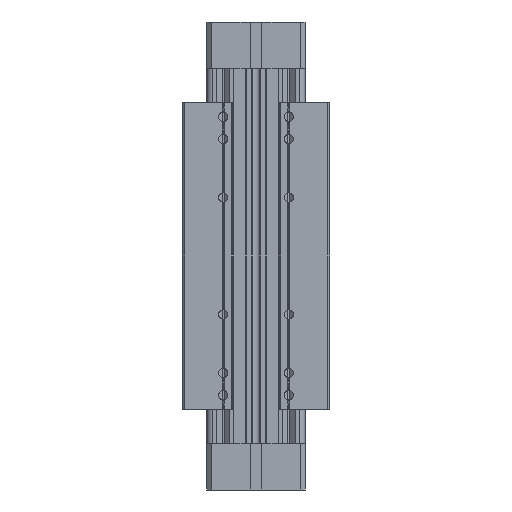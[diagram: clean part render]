
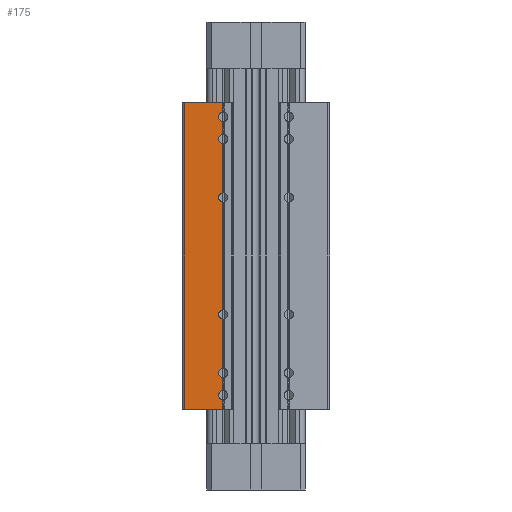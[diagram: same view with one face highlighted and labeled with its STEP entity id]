
A CAD part, front view. The second image highlights one B-rep face of the part: STEP entity #175.
In plain terms, the highlighted face is planar.
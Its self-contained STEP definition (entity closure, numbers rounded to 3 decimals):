
#175 = ADVANCED_FACE ( 'NONE', ( #24020 ), #24774, .F. ) ;
#2432 = CARTESIAN_POINT ( 'NONE',  ( 228.564, -124.603, 66.5 ) ) ;
#2433 = CARTESIAN_POINT ( 'NONE',  ( 232.436, -124.603, 66.5 ) ) ;
#2434 = CARTESIAN_POINT ( 'NONE',  ( 222.936, -124.603, 66.5 ) ) ;
#2435 = CARTESIAN_POINT ( 'NONE',  ( 219.064, -124.603, 66.5 ) ) ;
#2436 = CARTESIAN_POINT ( 'NONE',  ( 197.936, -124.603, 66.5 ) ) ;
#2437 = CARTESIAN_POINT ( 'NONE',  ( 194.064, -124.603, 66.5 ) ) ;
#2438 = CARTESIAN_POINT ( 'NONE',  ( 147.936, -124.603, 66.5 ) ) ;
#2439 = CARTESIAN_POINT ( 'NONE',  ( 144.064, -124.603, 66.5 ) ) ;
#2440 = CARTESIAN_POINT ( 'NONE',  ( 122.936, -124.603, 66.5 ) ) ;
#2441 = CARTESIAN_POINT ( 'NONE',  ( 119.064, -124.603, 66.5 ) ) ;
#2442 = CARTESIAN_POINT ( 'NONE',  ( 113.448, -124.603, 66.5 ) ) ;
#2443 = CARTESIAN_POINT ( 'NONE',  ( 109.575, -124.603, 66.5 ) ) ;
#2444 = CARTESIAN_POINT ( 'NONE',  ( 105.5, -124.603, 66.5 ) ) ;
#2445 = CARTESIAN_POINT ( 'NONE',  ( 105.5, -108.603, 66.5 ) ) ;
#2446 = CARTESIAN_POINT ( 'NONE',  ( 236.5, -108.603, 66.5 ) ) ;
#2447 = CARTESIAN_POINT ( 'NONE',  ( 236.5, -124.603, 66.5 ) ) ;
#7419 = LINE ( 'NONE', #9077, #7428 ) ;
#7428 = VECTOR ( 'NONE', #9080, 1000. ) ;
#9077 = CARTESIAN_POINT ( 'NONE',  ( 236.5, -124.603, 66.5 ) ) ;
#9080 = DIRECTION ( 'NONE',  ( -1., 0., 0. ) ) ;
#9085 = CARTESIAN_POINT ( 'NONE',  ( 221., -125.103, 66.5 ) ) ;
#9087 = CARTESIAN_POINT ( 'NONE',  ( 196., -125.103, 66.5 ) ) ;
#9088 = CARTESIAN_POINT ( 'NONE',  ( 230.5, -125.103, 66.5 ) ) ;
#9089 = DIRECTION ( 'NONE',  ( 0., 0., -1. ) ) ;
#9090 = DIRECTION ( 'NONE',  ( 1., 0., 0. ) ) ;
#9092 = DIRECTION ( 'NONE',  ( 0., 0., -1. ) ) ;
#9093 = DIRECTION ( 'NONE',  ( 1., 0., 0. ) ) ;
#9094 = CARTESIAN_POINT ( 'NONE',  ( 236.5, -124.603, 66.5 ) ) ;
#9095 = DIRECTION ( 'NONE',  ( -1., 0., 0. ) ) ;
#9097 = DIRECTION ( 'NONE',  ( 0., 0., -1. ) ) ;
#9098 = DIRECTION ( 'NONE',  ( 1., 0., 0. ) ) ;
#9723 = LINE ( 'NONE', #9094, #9724 ) ;
#9724 = VECTOR ( 'NONE', #9095, 1000. ) ;
#9725 = CIRCLE ( 'NONE', #19520, 2. ) ;
#9726 = CIRCLE ( 'NONE', #19517, 2. ) ;
#9729 = CIRCLE ( 'NONE', #19522, 2. ) ;
#10517 = LINE ( 'NONE', #17663, #10523 ) ;
#10520 = VECTOR ( 'NONE', #17652, 1000. ) ;
#10521 = LINE ( 'NONE', #17674, #10525 ) ;
#10522 = LINE ( 'NONE', #17650, #10520 ) ;
#10523 = VECTOR ( 'NONE', #17665, 1000. ) ;
#10524 = LINE ( 'NONE', #17684, #10528 ) ;
#10525 = VECTOR ( 'NONE', #17676, 1000. ) ;
#10526 = CIRCLE ( 'NONE', #19713, 2. ) ;
#10528 = VECTOR ( 'NONE', #17686, 1000. ) ;
#10529 = CIRCLE ( 'NONE', #19715, 2. ) ;
#10531 = LINE ( 'NONE', #17667, #10537 ) ;
#10532 = CIRCLE ( 'NONE', #19714, 2. ) ;
#10533 = LINE ( 'NONE', #17688, #10534 ) ;
#10534 = VECTOR ( 'NONE', #17690, 1000. ) ;
#10535 = LINE ( 'NONE', #17693, #10536 ) ;
#10536 = VECTOR ( 'NONE', #17695, 1000. ) ;
#10537 = VECTOR ( 'NONE', #17699, 1000. ) ;
#10539 = LINE ( 'NONE', #17702, #10540 ) ;
#10540 = VECTOR ( 'NONE', #17704, 1000. ) ;
#12012 = ORIENTED_EDGE ( 'NONE', *, *, #13322, .F. ) ;
#12013 = ORIENTED_EDGE ( 'NONE', *, *, #13321, .T. ) ;
#12014 = ORIENTED_EDGE ( 'NONE', *, *, #13320, .F. ) ;
#12015 = ORIENTED_EDGE ( 'NONE', *, *, #21916, .T. ) ;
#12016 = ORIENTED_EDGE ( 'NONE', *, *, #13319, .F. ) ;
#12017 = ORIENTED_EDGE ( 'NONE', *, *, #13315, .T. ) ;
#12018 = ORIENTED_EDGE ( 'NONE', *, *, #21917, .F. ) ;
#12019 = ORIENTED_EDGE ( 'NONE', *, *, #21918, .T. ) ;
#12020 = ORIENTED_EDGE ( 'NONE', *, *, #21919, .F. ) ;
#12021 = ORIENTED_EDGE ( 'NONE', *, *, #21920, .T. ) ;
#12022 = ORIENTED_EDGE ( 'NONE', *, *, #21921, .F. ) ;
#12023 = ORIENTED_EDGE ( 'NONE', *, *, #21922, .T. ) ;
#12024 = ORIENTED_EDGE ( 'NONE', *, *, #21923, .T. ) ;
#12025 = ORIENTED_EDGE ( 'NONE', *, *, #21924, .F. ) ;
#12026 = ORIENTED_EDGE ( 'NONE', *, *, #21925, .F. ) ;
#12027 = ORIENTED_EDGE ( 'NONE', *, *, #21926, .T. ) ;
#13315 = EDGE_CURVE ( 'NONE', #28148, #28149, #7419, .T. ) ;
#13319 = EDGE_CURVE ( 'NONE', #28148, #28147, #9725, .T. ) ;
#13320 = EDGE_CURVE ( 'NONE', #28146, #28145, #9726, .T. ) ;
#13321 = EDGE_CURVE ( 'NONE', #28143, #28145, #9723, .T. ) ;
#13322 = EDGE_CURVE ( 'NONE', #28143, #28144, #9729, .T. ) ;
#14185 = EDGE_LOOP ( 'NONE', ( #12012, #12013, #12014, #12015, #12016, #12017, #12018, #12019, #12020, #12021, #12022, #12023, #12024, #12025, #12026, #12027 ) ) ;
#17649 = CARTESIAN_POINT ( 'NONE',  ( 121., -125.103, 66.5 ) ) ;
#17650 = CARTESIAN_POINT ( 'NONE',  ( 236.5, -124.603, 66.5 ) ) ;
#17652 = DIRECTION ( 'NONE',  ( -1., 0., 0. ) ) ;
#17654 = CARTESIAN_POINT ( 'NONE',  ( 146., -125.103, 66.5 ) ) ;
#17656 = CARTESIAN_POINT ( 'NONE',  ( 111.511, -125.103, 66.5 ) ) ;
#17659 = DIRECTION ( 'NONE',  ( 0., 0., -1. ) ) ;
#17660 = DIRECTION ( 'NONE',  ( 1., 0., 0. ) ) ;
#17663 = CARTESIAN_POINT ( 'NONE',  ( 236.5, -124.603, 66.5 ) ) ;
#17665 = DIRECTION ( 'NONE',  ( -1., 0., 0. ) ) ;
#17667 = CARTESIAN_POINT ( 'NONE',  ( 236.5, -108.603, 66.5 ) ) ;
#17669 = DIRECTION ( 'NONE',  ( 0., 0., -1. ) ) ;
#17671 = DIRECTION ( 'NONE',  ( 1., 0., 0. ) ) ;
#17674 = CARTESIAN_POINT ( 'NONE',  ( 236.5, -124.603, 66.5 ) ) ;
#17676 = DIRECTION ( 'NONE',  ( -1., 0., 0. ) ) ;
#17679 = DIRECTION ( 'NONE',  ( 0., 0., -1. ) ) ;
#17681 = DIRECTION ( 'NONE',  ( 1., 0., 0. ) ) ;
#17684 = CARTESIAN_POINT ( 'NONE',  ( 236.5, -124.603, 66.5 ) ) ;
#17686 = DIRECTION ( 'NONE',  ( -1., 0., 0. ) ) ;
#17688 = CARTESIAN_POINT ( 'NONE',  ( 105.5, -108.603, 66.5 ) ) ;
#17690 = DIRECTION ( 'NONE',  ( 0., 1., 0. ) ) ;
#17693 = CARTESIAN_POINT ( 'NONE',  ( 236.5, -108.603, 66.5 ) ) ;
#17695 = DIRECTION ( 'NONE',  ( -1., 0., 0. ) ) ;
#17699 = DIRECTION ( 'NONE',  ( 0., 1., 0. ) ) ;
#17702 = CARTESIAN_POINT ( 'NONE',  ( 236.5, -124.603, 66.5 ) ) ;
#17704 = DIRECTION ( 'NONE',  ( -1., 0., 0. ) ) ;
#19517 = AXIS2_PLACEMENT_3D ( 'NONE', #9085, #9092, #9093 ) ;
#19520 = AXIS2_PLACEMENT_3D ( 'NONE', #9087, #9089, #9090 ) ;
#19522 = AXIS2_PLACEMENT_3D ( 'NONE', #9088, #9097, #9098 ) ;
#19713 = AXIS2_PLACEMENT_3D ( 'NONE', #17654, #17659, #17660 ) ;
#19714 = AXIS2_PLACEMENT_3D ( 'NONE', #17656, #17679, #17681 ) ;
#19715 = AXIS2_PLACEMENT_3D ( 'NONE', #17649, #17669, #17671 ) ;
#21916 = EDGE_CURVE ( 'NONE', #28146, #28147, #10522, .T. ) ;
#21917 = EDGE_CURVE ( 'NONE', #28150, #28149, #10526, .T. ) ;
#21918 = EDGE_CURVE ( 'NONE', #28150, #28151, #10517, .T. ) ;
#21919 = EDGE_CURVE ( 'NONE', #28152, #28151, #10529, .T. ) ;
#21920 = EDGE_CURVE ( 'NONE', #28152, #28153, #10521, .T. ) ;
#21921 = EDGE_CURVE ( 'NONE', #28154, #28153, #10532, .T. ) ;
#21922 = EDGE_CURVE ( 'NONE', #28154, #28155, #10524, .T. ) ;
#21923 = EDGE_CURVE ( 'NONE', #28155, #28156, #10533, .T. ) ;
#21924 = EDGE_CURVE ( 'NONE', #28157, #28156, #10535, .T. ) ;
#21925 = EDGE_CURVE ( 'NONE', #28158, #28157, #10531, .T. ) ;
#21926 = EDGE_CURVE ( 'NONE', #28158, #28144, #10539, .T. ) ;
#22748 = AXIS2_PLACEMENT_3D ( 'NONE', #24773, #24775, #24776 ) ;
#24020 = FACE_OUTER_BOUND ( 'NONE', #14185, .T. ) ;
#24773 = CARTESIAN_POINT ( 'NONE',  ( 236.5, -108.603, 66.5 ) ) ;
#24774 = PLANE ( 'NONE',  #22748 ) ;
#24775 = DIRECTION ( 'NONE',  ( 0., 0., 1. ) ) ;
#24776 = DIRECTION ( 'NONE',  ( 1., 0., 0. ) ) ;
#28143 = VERTEX_POINT ( 'NONE', #2432 ) ;
#28144 = VERTEX_POINT ( 'NONE', #2433 ) ;
#28145 = VERTEX_POINT ( 'NONE', #2434 ) ;
#28146 = VERTEX_POINT ( 'NONE', #2435 ) ;
#28147 = VERTEX_POINT ( 'NONE', #2436 ) ;
#28148 = VERTEX_POINT ( 'NONE', #2437 ) ;
#28149 = VERTEX_POINT ( 'NONE', #2438 ) ;
#28150 = VERTEX_POINT ( 'NONE', #2439 ) ;
#28151 = VERTEX_POINT ( 'NONE', #2440 ) ;
#28152 = VERTEX_POINT ( 'NONE', #2441 ) ;
#28153 = VERTEX_POINT ( 'NONE', #2442 ) ;
#28154 = VERTEX_POINT ( 'NONE', #2443 ) ;
#28155 = VERTEX_POINT ( 'NONE', #2444 ) ;
#28156 = VERTEX_POINT ( 'NONE', #2445 ) ;
#28157 = VERTEX_POINT ( 'NONE', #2446 ) ;
#28158 = VERTEX_POINT ( 'NONE', #2447 ) ;
